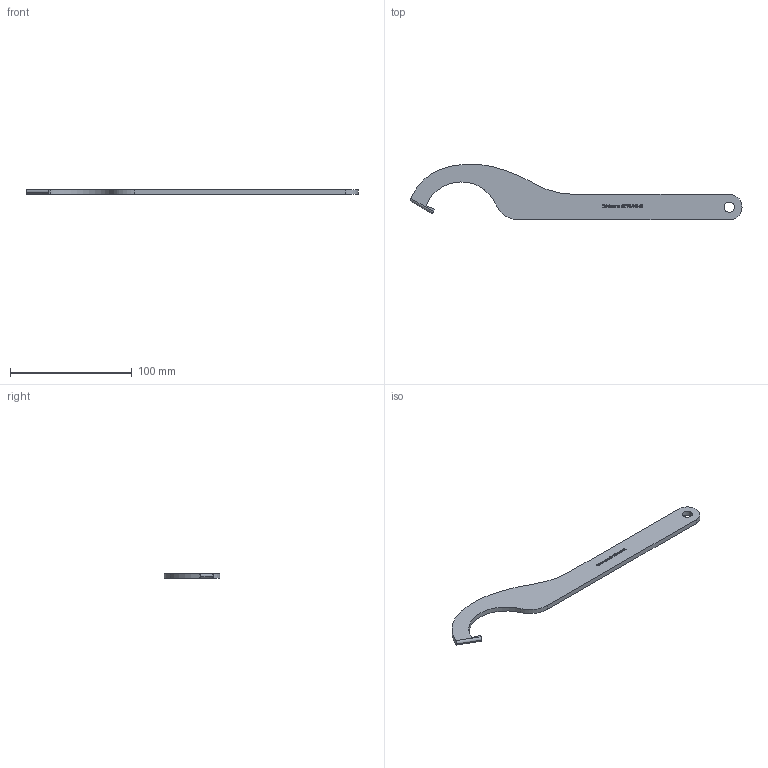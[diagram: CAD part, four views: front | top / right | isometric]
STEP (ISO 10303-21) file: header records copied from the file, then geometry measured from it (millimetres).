
FILE_DESCRIPTION (( 'STEP AP203' ), '1' );
FILE_NAME ('60193-240-62.STEP', '2017-09-01T09:27:48', ( '' ), ( '' ), 'SwSTEP 2.0', 'SolidWorks 2015', '' );
FILE_SCHEMA (( 'CONFIG_CONTROL_DESIGN' ));
Length unit declared in the file: millimetre
Products named in the file (1): 60193-240-62
Bounding box: 273.01 x 45.85 x 4 mm (x, y, z)
Volume: 23618.1 mm3; surface area: 14371.9 mm2
Topology: 1 solids, 1 shells, 274 faces, 729 edges, 486 vertices
Faces by surface type: plane 140, bspline 119, cylinder 15
Entity records: 15112 total; most frequent: CARTESIAN_POINT 9023, ORIENTED_EDGE 1458, DIRECTION 813, EDGE_CURVE 729, VERTEX_POINT 486, LINE 461, VECTOR 461, EDGE_LOOP 305
